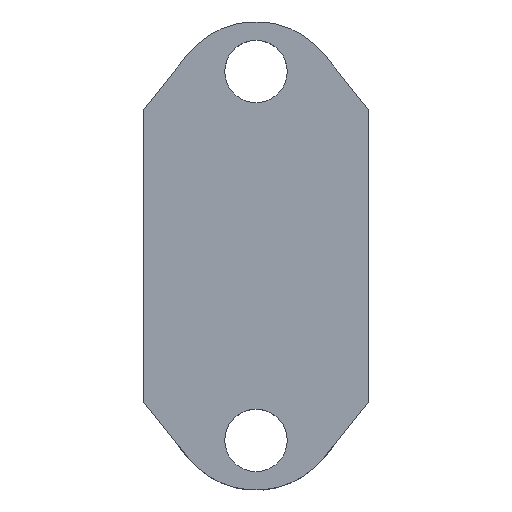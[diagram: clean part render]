
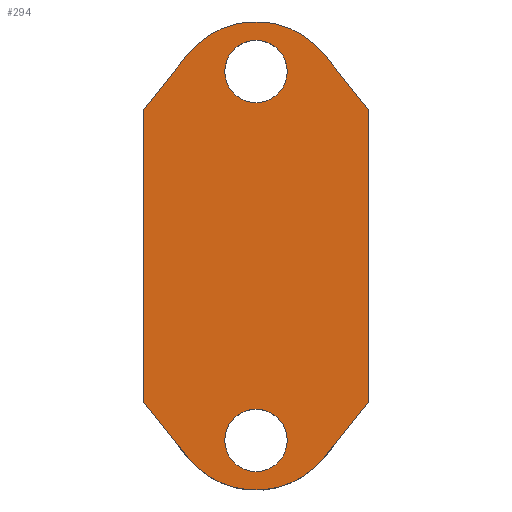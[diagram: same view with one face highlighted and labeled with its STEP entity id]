
A CAD part, top view. The second image highlights one B-rep face of the part: STEP entity #294.
In plain terms, the highlighted planar face has unit normal (0, 0, 1).
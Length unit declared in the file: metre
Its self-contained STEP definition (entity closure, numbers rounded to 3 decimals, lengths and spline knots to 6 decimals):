
#16=CIRCLE('',#324,0.0045);
#17=CIRCLE('',#325,0.0045);
#18=CIRCLE('',#326,0.0016);
#19=CIRCLE('',#327,0.0016);
#40=ORIENTED_EDGE('',*,*,#116,.F.);
#41=ORIENTED_EDGE('',*,*,#120,.T.);
#42=ORIENTED_EDGE('',*,*,#121,.T.);
#43=ORIENTED_EDGE('',*,*,#122,.F.);
#44=ORIENTED_EDGE('',*,*,#108,.T.);
#45=ORIENTED_EDGE('',*,*,#123,.T.);
#46=ORIENTED_EDGE('',*,*,#124,.F.);
#47=ORIENTED_EDGE('',*,*,#125,.F.);
#48=ORIENTED_EDGE('',*,*,#126,.T.);
#49=ORIENTED_EDGE('',*,*,#127,.F.);
#108=EDGE_CURVE('',#149,#148,#176,.T.);
#116=EDGE_CURVE('',#156,#157,#184,.T.);
#120=EDGE_CURVE('',#156,#160,#188,.T.);
#121=EDGE_CURVE('',#160,#161,#16,.T.);
#122=EDGE_CURVE('',#149,#161,#189,.T.);
#123=EDGE_CURVE('',#148,#162,#190,.T.);
#124=EDGE_CURVE('',#163,#162,#17,.T.);
#125=EDGE_CURVE('',#157,#163,#191,.T.);
#126=EDGE_CURVE('',#164,#164,#18,.T.);
#127=EDGE_CURVE('',#165,#165,#19,.T.);
#148=VERTEX_POINT('',#437);
#149=VERTEX_POINT('',#439);
#156=VERTEX_POINT('',#454);
#157=VERTEX_POINT('',#456);
#160=VERTEX_POINT('',#464);
#161=VERTEX_POINT('',#466);
#162=VERTEX_POINT('',#469);
#163=VERTEX_POINT('',#471);
#164=VERTEX_POINT('',#474);
#165=VERTEX_POINT('',#476);
#176=LINE('',#438,#208);
#184=LINE('',#455,#216);
#188=LINE('',#463,#220);
#189=LINE('',#467,#221);
#190=LINE('',#468,#222);
#191=LINE('',#472,#223);
#208=VECTOR('',#353,1.);
#216=VECTOR('',#363,1.);
#220=VECTOR('',#369,1.);
#221=VECTOR('',#372,1.);
#222=VECTOR('',#373,1.);
#223=VECTOR('',#376,1.);
#238=EDGE_LOOP('',(#40,#41,#42,#43,#44,#45,#46,#47));
#239=EDGE_LOOP('',(#48));
#240=EDGE_LOOP('',(#49));
#260=FACE_BOUND('',#238,.T.);
#261=FACE_BOUND('',#239,.T.);
#262=FACE_BOUND('',#240,.T.);
#282=PLANE('',#323);
#294=ADVANCED_FACE('',(#260,#261,#262),#282,.T.);
#323=AXIS2_PLACEMENT_3D('',#462,#367,#368);
#324=AXIS2_PLACEMENT_3D('',#465,#370,#371);
#325=AXIS2_PLACEMENT_3D('',#470,#374,#375);
#326=AXIS2_PLACEMENT_3D('',#473,#377,#378);
#327=AXIS2_PLACEMENT_3D('',#475,#379,#380);
#353=DIRECTION('',(0.,1.,0.));
#363=DIRECTION('',(0.,1.,0.));
#367=DIRECTION('',(0.,0.,1.));
#368=DIRECTION('',(1.,0.,0.));
#369=DIRECTION('',(0.623,-0.783,0.));
#370=DIRECTION('',(0.,0.,1.));
#371=DIRECTION('',(1.,0.,0.));
#372=DIRECTION('',(-0.623,-0.783,0.));
#373=DIRECTION('',(-0.623,0.783,0.));
#374=DIRECTION('',(0.,0.,-1.));
#375=DIRECTION('',(1.,0.,0.));
#376=DIRECTION('',(0.623,0.783,0.));
#377=DIRECTION('',(0.,0.,-1.));
#378=DIRECTION('',(1.,0.,0.));
#379=DIRECTION('',(0.,0.,1.));
#380=DIRECTION('',(1.,0.,0.));
#437=CARTESIAN_POINT('',(-0.01575,-0.0205,0.0225));
#438=CARTESIAN_POINT('',(-0.01575,-0.028,0.0225));
#439=CARTESIAN_POINT('',(-0.01575,-0.0355,0.0225));
#454=CARTESIAN_POINT('',(-0.02725,-0.0355,0.0225));
#455=CARTESIAN_POINT('',(-0.02725,-0.028,0.0225));
#456=CARTESIAN_POINT('',(-0.02725,-0.0205,0.0225));
#462=CARTESIAN_POINT('',(-0.01575,-0.028,0.0225));
#463=CARTESIAN_POINT('',(-0.026136,-0.036901,0.0225));
#464=CARTESIAN_POINT('',(-0.025022,-0.038301,0.0225));
#465=CARTESIAN_POINT('',(-0.0215,-0.0355,0.0225));
#466=CARTESIAN_POINT('',(-0.017978,-0.038301,0.0225));
#467=CARTESIAN_POINT('',(-0.016864,-0.036901,0.0225));
#468=CARTESIAN_POINT('',(-0.016864,-0.019099,0.0225));
#469=CARTESIAN_POINT('',(-0.017978,-0.017699,0.0225));
#470=CARTESIAN_POINT('',(-0.0215,-0.0205,0.0225));
#471=CARTESIAN_POINT('',(-0.025022,-0.017699,0.0225));
#472=CARTESIAN_POINT('',(-0.026136,-0.019099,0.0225));
#473=CARTESIAN_POINT('',(-0.0215,-0.01855,0.0225));
#474=CARTESIAN_POINT('',(-0.0199,-0.01855,0.0225));
#475=CARTESIAN_POINT('',(-0.0215,-0.03745,0.0225));
#476=CARTESIAN_POINT('',(-0.0199,-0.03745,0.0225));
